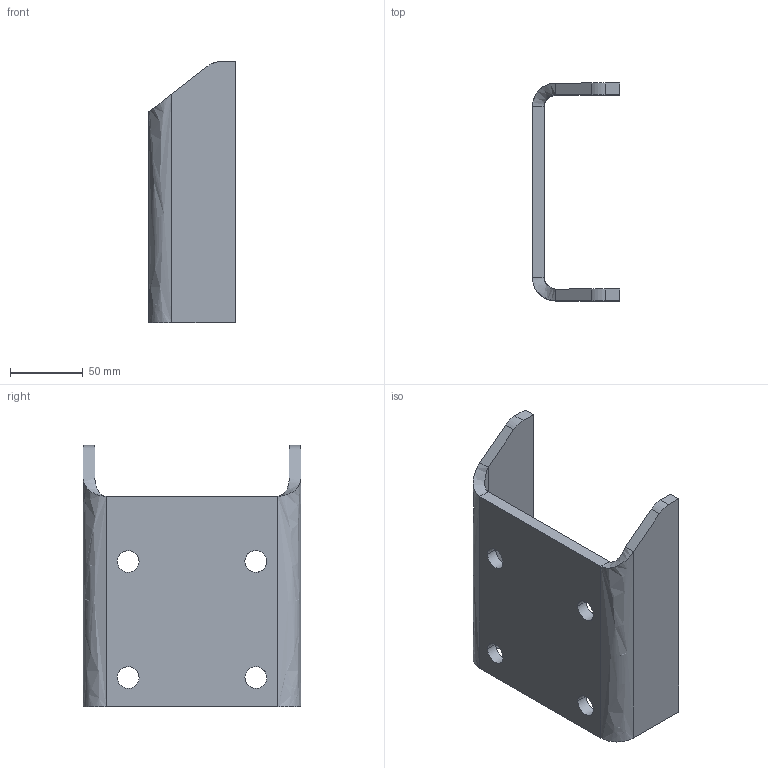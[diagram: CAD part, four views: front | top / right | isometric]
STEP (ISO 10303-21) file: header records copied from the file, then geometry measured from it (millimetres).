
FILE_DESCRIPTION (( 'STEP AP203' ), '1' );
FILE_NAME ('AynalamaAyak U þase parçasý.IGS_Default_sldprt.STEP', '2023-01-17T08:09:24', ( '' ), ( '' ), 'SwSTEP 2.0', 'SolidWorks 2019', '' );
FILE_SCHEMA (( 'CONFIG_CONTROL_DESIGN' ));
Length unit declared in the file: millimetre
Products named in the file (1): AynalamaAyak U þase parçasý.IGS_Default_sldprt
Bounding box: 60 x 150 x 180 mm (x, y, z)
Volume: 297820.5 mm3; surface area: 82913.3 mm2
Topology: 1 solids, 1 shells, 34 faces, 80 edges, 48 vertices
Faces by surface type: bspline 34
Entity records: 1454 total; most frequent: CARTESIAN_POINT 884, ORIENTED_EDGE 160, EDGE_CURVE 80, B_SPLINE_CURVE_WITH_KNOTS 62, VERTEX_POINT 48, EDGE_LOOP 42, ADVANCED_FACE 34, FACE_OUTER_BOUND 34
